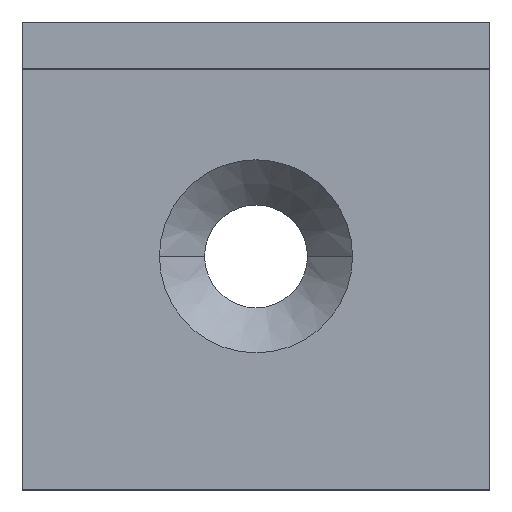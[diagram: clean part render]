
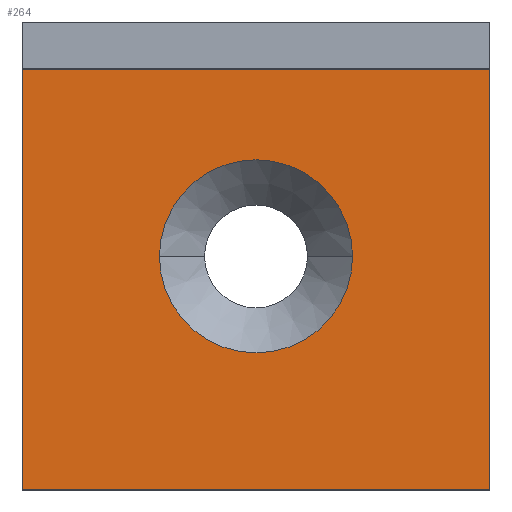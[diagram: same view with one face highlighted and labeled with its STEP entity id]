
A CAD part, top view. The second image highlights one B-rep face of the part: STEP entity #264.
In plain terms, the highlighted planar face has unit normal (0, 0, 1).
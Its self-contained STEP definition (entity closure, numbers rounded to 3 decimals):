
#12 = EDGE_CURVE ( 'NONE', #402, #196, #359, .T. ) ;
#19 = AXIS2_PLACEMENT_3D ( 'NONE', #189, #294, #222 ) ;
#48 = CARTESIAN_POINT ( 'NONE',  ( 6.2, -15., 3. ) ) ;
#69 = DIRECTION ( 'NONE',  ( -1., 0., 0. ) ) ;
#73 = CARTESIAN_POINT ( 'NONE',  ( -15., -30., 3. ) ) ;
#89 = VERTEX_POINT ( 'NONE', #437 ) ;
#93 = CARTESIAN_POINT ( 'NONE',  ( -15., -30., 3. ) ) ;
#106 = LINE ( 'NONE', #73, #365 ) ;
#107 = CARTESIAN_POINT ( 'NONE',  ( -15., 0., 3. ) ) ;
#120 = VECTOR ( 'NONE', #211, 1000. ) ;
#131 = VERTEX_POINT ( 'NONE', #163 ) ;
#140 = ORIENTED_EDGE ( 'NONE', *, *, #209, .F. ) ;
#160 = CARTESIAN_POINT ( 'NONE',  ( -15., -3., 3. ) ) ;
#163 = CARTESIAN_POINT ( 'NONE',  ( 15., -3., 3. ) ) ;
#174 = DIRECTION ( 'NONE',  ( 0., 0., -1. ) ) ;
#177 = CARTESIAN_POINT ( 'NONE',  ( -15., -30., 3. ) ) ;
#179 = EDGE_CURVE ( 'NONE', #131, #89, #238, .T. ) ;
#181 = DIRECTION ( 'NONE',  ( 0., 1., 0. ) ) ;
#189 = CARTESIAN_POINT ( 'NONE',  ( 0., -15., 3. ) ) ;
#196 = VERTEX_POINT ( 'NONE', #400 ) ;
#204 = ORIENTED_EDGE ( 'NONE', *, *, #390, .F. ) ;
#209 = EDGE_CURVE ( 'NONE', #196, #402, #286, .T. ) ;
#211 = DIRECTION ( 'NONE',  ( 0., 1., 0. ) ) ;
#222 = DIRECTION ( 'NONE',  ( 1., 0., 0. ) ) ;
#238 = LINE ( 'NONE', #160, #399 ) ;
#239 = VERTEX_POINT ( 'NONE', #93 ) ;
#245 = FACE_BOUND ( 'NONE', #428, .T. ) ;
#249 = LINE ( 'NONE', #386, #120 ) ;
#253 = DIRECTION ( 'NONE',  ( -1., 0., 0. ) ) ;
#264 = ADVANCED_FACE ( 'NONE', ( #245, #404 ), #275, .F. ) ;
#275 = PLANE ( 'NONE',  #411 ) ;
#277 = VECTOR ( 'NONE', #181, 1000. ) ;
#286 = CIRCLE ( 'NONE', #315, 6.2 ) ;
#287 = ORIENTED_EDGE ( 'NONE', *, *, #179, .T. ) ;
#294 = DIRECTION ( 'NONE',  ( 0., 0., 1. ) ) ;
#303 = ORIENTED_EDGE ( 'NONE', *, *, #308, .T. ) ;
#304 = EDGE_CURVE ( 'NONE', #381, #239, #106, .T. ) ;
#308 = EDGE_CURVE ( 'NONE', #381, #131, #249, .T. ) ;
#315 = AXIS2_PLACEMENT_3D ( 'NONE', #368, #341, #443 ) ;
#333 = DIRECTION ( 'NONE',  ( -1., 0., 0. ) ) ;
#341 = DIRECTION ( 'NONE',  ( 0., 0., 1. ) ) ;
#345 = ORIENTED_EDGE ( 'NONE', *, *, #304, .F. ) ;
#346 = ORIENTED_EDGE ( 'NONE', *, *, #12, .F. ) ;
#359 = CIRCLE ( 'NONE', #19, 6.2 ) ;
#365 = VECTOR ( 'NONE', #253, 1000. ) ;
#368 = CARTESIAN_POINT ( 'NONE',  ( 0., -15., 3. ) ) ;
#381 = VERTEX_POINT ( 'NONE', #415 ) ;
#386 = CARTESIAN_POINT ( 'NONE',  ( 15., 0., 3. ) ) ;
#390 = EDGE_CURVE ( 'NONE', #239, #89, #395, .T. ) ;
#395 = LINE ( 'NONE', #107, #277 ) ;
#399 = VECTOR ( 'NONE', #333, 1000. ) ;
#400 = CARTESIAN_POINT ( 'NONE',  ( -6.2, -15., 3. ) ) ;
#402 = VERTEX_POINT ( 'NONE', #48 ) ;
#404 = FACE_OUTER_BOUND ( 'NONE', #449, .T. ) ;
#411 = AXIS2_PLACEMENT_3D ( 'NONE', #177, #174, #69 ) ;
#415 = CARTESIAN_POINT ( 'NONE',  ( 15., -30., 3. ) ) ;
#428 = EDGE_LOOP ( 'NONE', ( #346, #140 ) ) ;
#437 = CARTESIAN_POINT ( 'NONE',  ( -15., -3., 3. ) ) ;
#443 = DIRECTION ( 'NONE',  ( 1., 0., 0. ) ) ;
#449 = EDGE_LOOP ( 'NONE', ( #287, #204, #345, #303 ) ) ;
